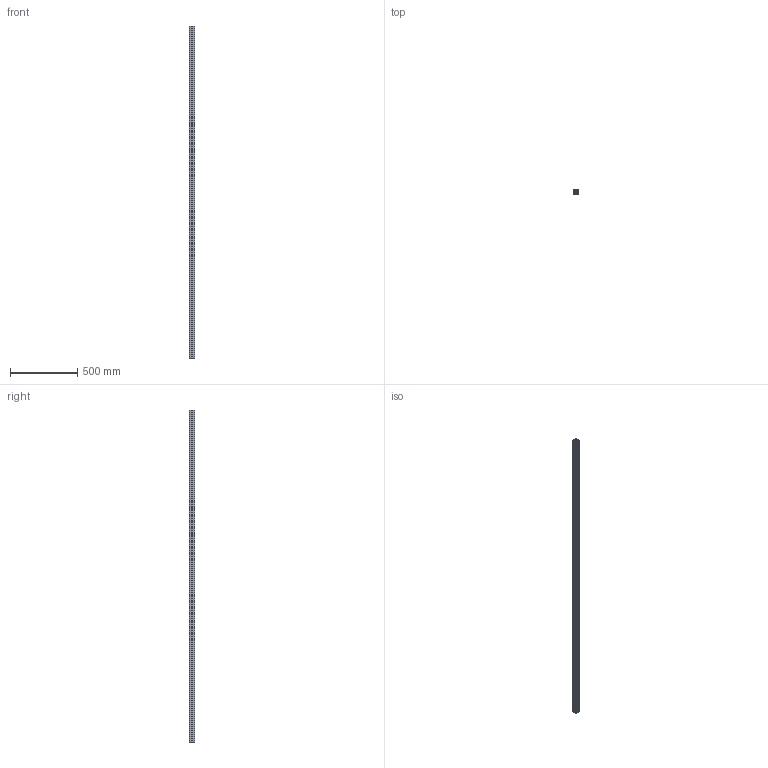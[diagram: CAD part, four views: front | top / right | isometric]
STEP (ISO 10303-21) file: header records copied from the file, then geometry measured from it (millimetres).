
FILE_DESCRIPTION(/* description */ ('STEP AP214'),/* implementation_level */ '2;1');
FILE_NAME(/* name */ 'HFS8-4040-2460',/* time_stamp */ '2024-01-09T14:52:38+01:00',/* author */ ('License CC BY-ND 4.0'),/* organization */ ('CADENAS'),/* preprocessor_version */ 'ST-DEVELOPER v19.3',/* originating_system */ 'PARTsolutions',/* authorisation */ ' ');
FILE_SCHEMA (('AUTOMOTIVE_DESIGN {1 0 10303 214 3 1 1}'));
Length unit declared in the file: millimetre
Products named in the file (1): HFS8-4040-2460
Bounding box: 40 x 40 x 2460 mm (x, y, z)
Volume: 1581481.1 mm3; surface area: 1121070.5 mm2
Topology: 1 solids, 1 shells, 110 faces, 324 edges, 216 vertices
Faces by surface type: plane 74, cylinder 36
Entity records: 3710 total; most frequent: CARTESIAN_POINT 651, ORIENTED_EDGE 648, DIRECTION 618, EDGE_CURVE 324, LINE 252, VECTOR 252, VERTEX_POINT 216, AXIS2_PLACEMENT_3D 183
